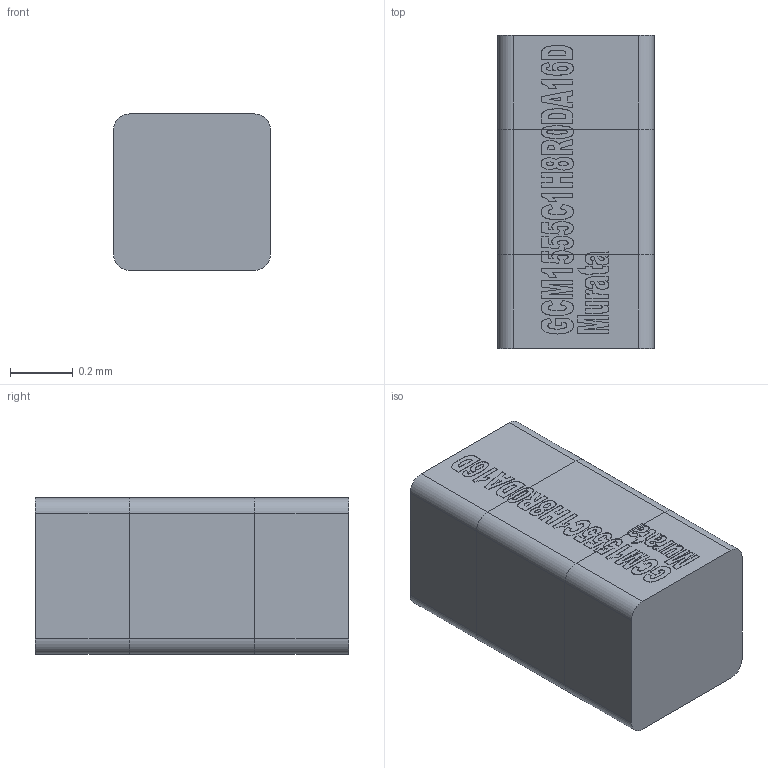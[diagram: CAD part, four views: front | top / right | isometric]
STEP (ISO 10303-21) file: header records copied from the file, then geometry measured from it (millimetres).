
FILE_DESCRIPTION(/* description */ (''),/* implementation_level */ '2;1');
FILE_NAME(/* name */ '0402 (1005 Metric).stp',/* time_stamp */ '2019-02-21T12:45:46-04:00',/* author */ ('Julio Mora'),/* organization */ (''),/* preprocessor_version */ 'ST-DEVELOPER v16.13',/* originating_system */ 'Autodesk Inventor 2018',/* authorisation */ '');
FILE_SCHEMA (('AUTOMOTIVE_DESIGN { 1 0 10303 214 3 1 1 }'));
Length unit declared in the file: millimetre
Products named in the file (5): GCM1555C1H8R0DA16D; Center; poles; poles_MIR; txt
Assembly tree (4 placements, depth 2):
  GCM1555C1H8R0DA16D
    Center
    poles
    poles_MIR
    txt
Bounding box: 0.5 x 1 x 0.5 mm (x, y, z)
Volume: 0.2 mm3; surface area: 3.5 mm2
Topology: 27 solids, 27 shells, 409 faces, 1065 edges, 710 vertices
Faces by surface type: plane 219, bspline 176, cylinder 14
Entity records: 13897 total; most frequent: CARTESIAN_POINT 4391, ORIENTED_EDGE 2130, DIRECTION 1237, EDGE_CURVE 1065, VERTEX_POINT 710, LINE 685, VECTOR 685, STYLED_ITEM 436
